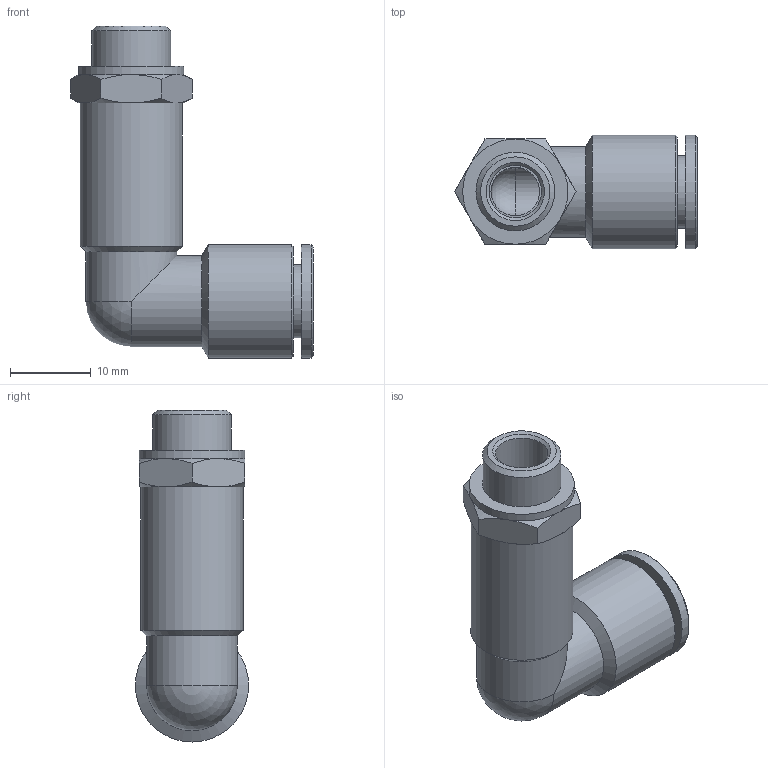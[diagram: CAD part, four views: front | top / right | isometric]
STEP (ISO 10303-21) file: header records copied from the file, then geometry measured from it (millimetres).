
FILE_DESCRIPTION(/* description */ ('STEP AP214'),/* implementation_level */ '2;1');
FILE_NAME(/* name */ '578265_NPQH-LL-G18-Q8-P10',/* time_stamp */ '2024-09-13T05:23:18+02:00',/* author */ ('License CC BY-ND 4.0'),/* organization */ ('CADENAS'),/* preprocessor_version */ 'ST-DEVELOPER v19.3',/* originating_system */ 'PARTsolutions',/* authorisation */ ' ');
FILE_SCHEMA (('AUTOMOTIVE_DESIGN {1 0 10303 214 3 1 1}'));
Length unit declared in the file: millimetre
Products named in the file (1): 578265 NPQH-LL-G18-Q8-P10
Bounding box: 30.01 x 14 x 41 mm (x, y, z)
Volume: 4725.4 mm3; surface area: 3760.7 mm2
Topology: 1 solids, 1 shells, 47 faces, 101 edges, 59 vertices
Faces by surface type: cone 20, plane 13, cylinder 12, sphere 2
Full cylindrical faces by diameter (mm): 6 x2, 6.485 x1, 8 x1, 9 x1, 9.728 x1, 11.2 x2, 12.6 x1, 13 x1, 14 x2
Entity records: 1142 total; most frequent: CARTESIAN_POINT 244, DIRECTION 186, ORIENTED_EDGE 144, AXIS2_PLACEMENT_3D 90, EDGE_LOOP 74, FACE_BOUND 74, EDGE_CURVE 72, VERTEX_POINT 52
